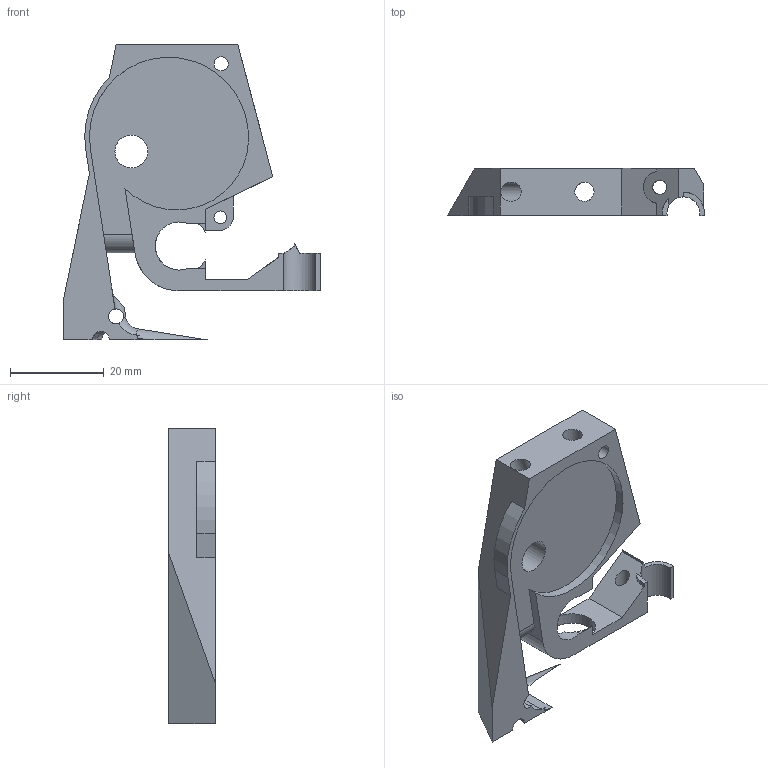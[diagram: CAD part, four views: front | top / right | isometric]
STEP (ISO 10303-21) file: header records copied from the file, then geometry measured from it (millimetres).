
FILE_DESCRIPTION(('FreeCAD Model'),'2;1');
FILE_NAME('Open CASCADE Shape Model','2023-11-06T00:24:15',(''),(''), 'Open CASCADE STEP processor 7.6','FreeCAD','Unknown');
FILE_SCHEMA(('AUTOMOTIVE_DESIGN { 1 0 10303 214 1 1 1 1 }'));
Length unit declared in the file: millimetre
Products named in the file (1): Slice.1
Bounding box: 54.72 x 10.02 x 63 mm (x, y, z)
Volume: 12549.1 mm3; surface area: 7868.3 mm2
Topology: 1 solids, 1 shells, 79 faces, 255 edges, 172 vertices
Faces by surface type: plane 45, cylinder 30, torus 2, sphere 1, bspline 1
Full cylindrical faces by diameter (mm): 2.75 x3, 3 x2, 3.2 x1, 4.1 x2, 7 x1, 9.85 x1
Entity records: 3575 total; most frequent: CARTESIAN_POINT 1244, ORIENTED_EDGE 502, DIRECTION 476, EDGE_CURVE 251, VERTEX_POINT 172, AXIS2_PLACEMENT_3D 165, LINE 146, VECTOR 146
